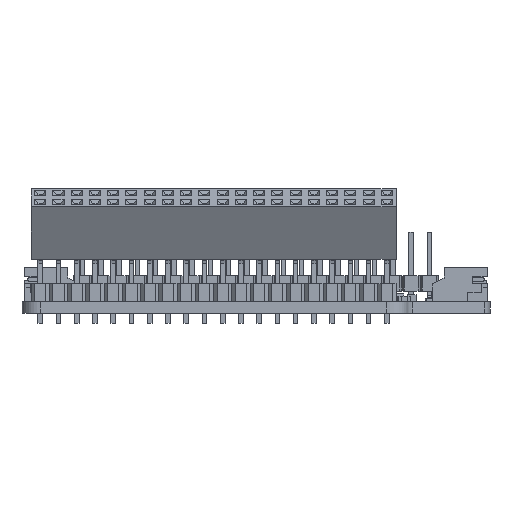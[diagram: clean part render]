
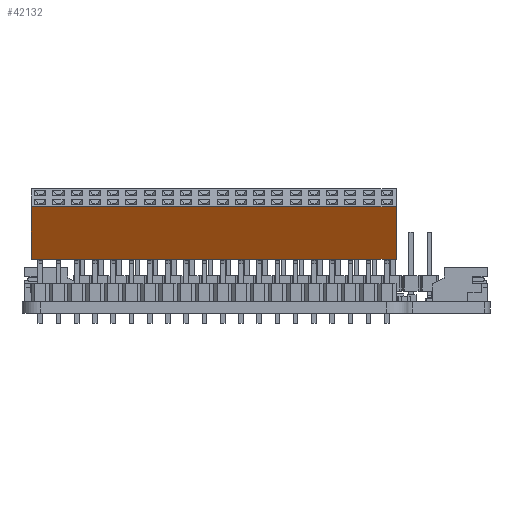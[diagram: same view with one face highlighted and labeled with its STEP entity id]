
A CAD part, front view. The second image highlights one B-rep face of the part: STEP entity #42132.
In plain terms, the highlighted face is planar.
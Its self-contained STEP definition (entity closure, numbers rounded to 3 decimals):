
#1956=PLANE('',#45016);
#4176=FACE_OUTER_BOUND('',#6787,.T.);
#6787=EDGE_LOOP('',(#35505,#35506,#35507,#35508));
#10257=LINE('',#63118,#15406);
#11043=LINE('',#64730,#16192);
#11044=LINE('',#64732,#16193);
#11045=LINE('',#64733,#16194);
#15406=VECTOR('',#51920,10.);
#16192=VECTOR('',#53416,10.);
#16193=VECTOR('',#53417,10.);
#16194=VECTOR('',#53418,10.);
#20358=VERTEX_POINT('',#63115);
#20359=VERTEX_POINT('',#63117);
#20830=VERTEX_POINT('',#64729);
#20831=VERTEX_POINT('',#64731);
#25139=EDGE_CURVE('',#20358,#20359,#10257,.T.);
#25925=EDGE_CURVE('',#20358,#20830,#11043,.T.);
#25926=EDGE_CURVE('',#20830,#20831,#11044,.T.);
#25927=EDGE_CURVE('',#20359,#20831,#11045,.T.);
#35505=ORIENTED_EDGE('',*,*,#25925,.T.);
#35506=ORIENTED_EDGE('',*,*,#25926,.T.);
#35507=ORIENTED_EDGE('',*,*,#25927,.F.);
#35508=ORIENTED_EDGE('',*,*,#25139,.F.);
#42132=ADVANCED_FACE('',(#4176),#1956,.T.);
#45016=AXIS2_PLACEMENT_3D('',#64728,#53414,#53415);
#51920=DIRECTION('',(1.,0.,0.));
#53414=DIRECTION('center_axis',(0.,-1.,0.));
#53415=DIRECTION('ref_axis',(0.,0.,-1.));
#53416=DIRECTION('',(0.,0.,-1.));
#53417=DIRECTION('',(1.,0.,0.));
#53418=DIRECTION('',(0.,0.,-1.));
#63115=CARTESIAN_POINT('',(0.,-2.5,8.5));
#63117=CARTESIAN_POINT('',(50.8,-2.5,8.5));
#63118=CARTESIAN_POINT('',(0.,-2.5,8.5));
#64728=CARTESIAN_POINT('Origin',(0.,-2.5,8.5));
#64729=CARTESIAN_POINT('',(0.,-2.5,0.));
#64730=CARTESIAN_POINT('',(0.,-2.5,8.5));
#64731=CARTESIAN_POINT('',(50.8,-2.5,0.));
#64732=CARTESIAN_POINT('',(0.,-2.5,0.));
#64733=CARTESIAN_POINT('',(50.8,-2.5,8.5));
